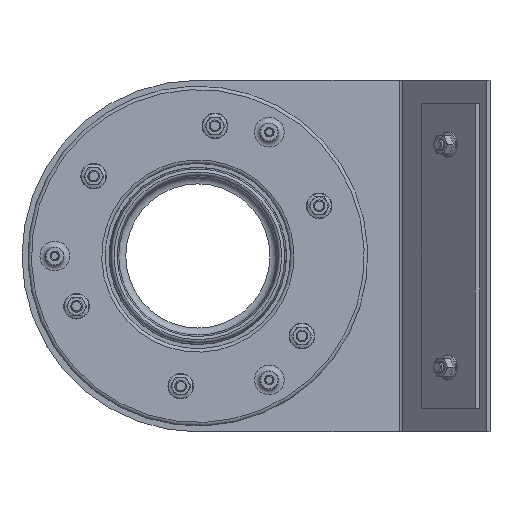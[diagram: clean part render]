
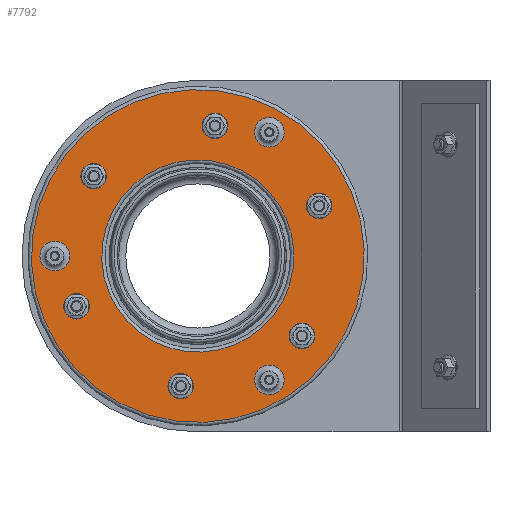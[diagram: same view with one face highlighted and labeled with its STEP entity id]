
A CAD part, top view. The second image highlights one B-rep face of the part: STEP entity #7792.
In plain terms, the highlighted planar face has unit normal (0, 0, 1).
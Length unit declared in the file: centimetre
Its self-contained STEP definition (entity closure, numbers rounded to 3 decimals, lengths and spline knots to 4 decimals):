
#601=FACE_BOUND('',#1626,.T.);
#602=FACE_BOUND('',#1627,.T.);
#603=FACE_BOUND('',#1628,.T.);
#604=FACE_BOUND('',#1629,.T.);
#605=FACE_BOUND('',#1630,.T.);
#606=FACE_BOUND('',#1631,.T.);
#607=FACE_BOUND('',#1632,.T.);
#608=FACE_BOUND('',#1633,.T.);
#609=FACE_BOUND('',#1634,.T.);
#610=FACE_BOUND('',#1635,.T.);
#710=PLANE('',#8625);
#1061=FACE_OUTER_BOUND('',#1625,.T.);
#1625=EDGE_LOOP('',(#6261));
#1626=EDGE_LOOP('',(#6262));
#1627=EDGE_LOOP('',(#6263));
#1628=EDGE_LOOP('',(#6264));
#1629=EDGE_LOOP('',(#6265));
#1630=EDGE_LOOP('',(#6266));
#1631=EDGE_LOOP('',(#6267));
#1632=EDGE_LOOP('',(#6268));
#1633=EDGE_LOOP('',(#6269));
#1634=EDGE_LOOP('',(#6270));
#1635=EDGE_LOOP('',(#6271));
#3080=CIRCLE('',#8623,12.6579);
#3082=CIRCLE('',#8626,142.);
#3083=CIRCLE('',#8627,12.6579);
#3084=CIRCLE('',#8628,82.);
#3085=CIRCLE('',#8629,8.);
#3086=CIRCLE('',#8630,8.);
#3087=CIRCLE('',#8631,8.);
#3088=CIRCLE('',#8632,8.);
#3089=CIRCLE('',#8633,8.);
#3090=CIRCLE('',#8634,8.);
#3091=CIRCLE('',#8635,12.6579);
#3682=VERTEX_POINT('',#13169);
#3683=VERTEX_POINT('',#13174);
#3684=VERTEX_POINT('',#13176);
#3685=VERTEX_POINT('',#13178);
#3686=VERTEX_POINT('',#13180);
#3687=VERTEX_POINT('',#13182);
#3688=VERTEX_POINT('',#13184);
#3689=VERTEX_POINT('',#13186);
#3690=VERTEX_POINT('',#13188);
#3691=VERTEX_POINT('',#13190);
#3692=VERTEX_POINT('',#13192);
#4582=EDGE_CURVE('',#3682,#3682,#3080,.T.);
#4584=EDGE_CURVE('',#3683,#3683,#3082,.T.);
#4585=EDGE_CURVE('',#3684,#3684,#3083,.T.);
#4586=EDGE_CURVE('',#3685,#3685,#3084,.T.);
#4587=EDGE_CURVE('',#3686,#3686,#3085,.T.);
#4588=EDGE_CURVE('',#3687,#3687,#3086,.T.);
#4589=EDGE_CURVE('',#3688,#3688,#3087,.T.);
#4590=EDGE_CURVE('',#3689,#3689,#3088,.T.);
#4591=EDGE_CURVE('',#3690,#3690,#3089,.T.);
#4592=EDGE_CURVE('',#3691,#3691,#3090,.T.);
#4593=EDGE_CURVE('',#3692,#3692,#3091,.T.);
#6261=ORIENTED_EDGE('',*,*,#4584,.F.);
#6262=ORIENTED_EDGE('',*,*,#4585,.F.);
#6263=ORIENTED_EDGE('',*,*,#4586,.T.);
#6264=ORIENTED_EDGE('',*,*,#4587,.T.);
#6265=ORIENTED_EDGE('',*,*,#4588,.T.);
#6266=ORIENTED_EDGE('',*,*,#4589,.T.);
#6267=ORIENTED_EDGE('',*,*,#4590,.T.);
#6268=ORIENTED_EDGE('',*,*,#4591,.T.);
#6269=ORIENTED_EDGE('',*,*,#4592,.T.);
#6270=ORIENTED_EDGE('',*,*,#4593,.F.);
#6271=ORIENTED_EDGE('',*,*,#4582,.F.);
#7792=ADVANCED_FACE('',(#1061,#601,#602,#603,#604,#605,#606,#607,#608,#609,
#610),#710,.T.);
#8623=AXIS2_PLACEMENT_3D('',#13171,#10517,#10518);
#8625=AXIS2_PLACEMENT_3D('',#13173,#10521,#10522);
#8626=AXIS2_PLACEMENT_3D('',#13175,#10523,#10524);
#8627=AXIS2_PLACEMENT_3D('',#13177,#10525,#10526);
#8628=AXIS2_PLACEMENT_3D('',#13179,#10527,#10528);
#8629=AXIS2_PLACEMENT_3D('',#13181,#10529,#10530);
#8630=AXIS2_PLACEMENT_3D('',#13183,#10531,#10532);
#8631=AXIS2_PLACEMENT_3D('',#13185,#10533,#10534);
#8632=AXIS2_PLACEMENT_3D('',#13187,#10535,#10536);
#8633=AXIS2_PLACEMENT_3D('',#13189,#10537,#10538);
#8634=AXIS2_PLACEMENT_3D('',#13191,#10539,#10540);
#8635=AXIS2_PLACEMENT_3D('',#13193,#10541,#10542);
#10517=DIRECTION('center_axis',(0.,0.,
1.));
#10518=DIRECTION('ref_axis',(-0.5,-0.866,0.));
#10521=DIRECTION('center_axis',(0.,0.,
1.));
#10522=DIRECTION('ref_axis',(-0.383,0.924,0.));
#10523=DIRECTION('center_axis',(0.,0.,
-1.));
#10524=DIRECTION('ref_axis',(0.924,0.383,0.));
#10525=DIRECTION('center_axis',(0.,0.,
1.));
#10526=DIRECTION('ref_axis',(1.,0.,0.));
#10527=DIRECTION('center_axis',(0.,0.,
-1.));
#10528=DIRECTION('ref_axis',(0.924,0.383,0.));
#10529=DIRECTION('center_axis',(0.,0.,
-1.));
#10530=DIRECTION('ref_axis',(0.924,0.383,0.));
#10531=DIRECTION('center_axis',(0.,0.,
-1.));
#10532=DIRECTION('ref_axis',(-0.131,-0.991,0.));
#10533=DIRECTION('center_axis',(0.,0.,
-1.));
#10534=DIRECTION('ref_axis',(-0.793,0.609,0.));
#10535=DIRECTION('center_axis',(0.,0.,
-1.));
#10536=DIRECTION('ref_axis',(0.131,0.991,0.));
#10537=DIRECTION('center_axis',(0.,0.,
-1.));
#10538=DIRECTION('ref_axis',(-0.924,-0.383,0.));
#10539=DIRECTION('center_axis',(0.,0.,
-1.));
#10540=DIRECTION('ref_axis',(0.793,-0.609,0.));
#10541=DIRECTION('center_axis',(0.,0.,
1.));
#10542=DIRECTION('ref_axis',(-0.5,0.866,0.));
#13169=CARTESIAN_POINT('',(433.5107,512.6393,440.8778));
#13171=CARTESIAN_POINT('Origin',(446.1686,512.6393,440.8778));
#13173=CARTESIAN_POINT('Origin',(488.6431,449.8448,440.8778));
#13174=CARTESIAN_POINT('',(330.8275,538.1751,440.8778));
#13175=CARTESIAN_POINT('Origin',(385.1686,406.9842,440.8778));
#13176=CARTESIAN_POINT('',(250.5107,406.9842,440.8778));
#13177=CARTESIAN_POINT('Origin',(263.1686,406.9842,440.8778));
#13178=CARTESIAN_POINT('',(353.7885,482.7424,440.8778));
#13179=CARTESIAN_POINT('Origin',(385.1686,406.9842,440.8778));
#13180=CARTESIAN_POINT('',(274.303,361.0622,440.8778));
#13181=CARTESIAN_POINT('Origin',(281.6941,364.1237,440.8778));
#13182=CARTESIAN_POINT('',(400.8317,525.9576,440.8778));
#13183=CARTESIAN_POINT('Origin',(399.7875,518.0261,440.8778));
#13184=CARTESIAN_POINT('',(480.371,333.9329,440.8778));
#13185=CARTESIAN_POINT('Origin',(474.0242,338.803,440.8778));
#13186=CARTESIAN_POINT('',(369.5054,288.0108,440.8778));
#13187=CARTESIAN_POINT('Origin',(370.5496,295.9424,440.8778));
#13188=CARTESIAN_POINT('',(496.0341,452.9062,440.8778));
#13189=CARTESIAN_POINT('Origin',(488.6431,449.8448,440.8778));
#13190=CARTESIAN_POINT('',(289.9662,480.0356,440.8778));
#13191=CARTESIAN_POINT('Origin',(296.313,475.1655,440.8778));
#13192=CARTESIAN_POINT('',(433.5107,301.3291,440.8778));
#13193=CARTESIAN_POINT('Origin',(446.1686,301.3291,440.8778));
